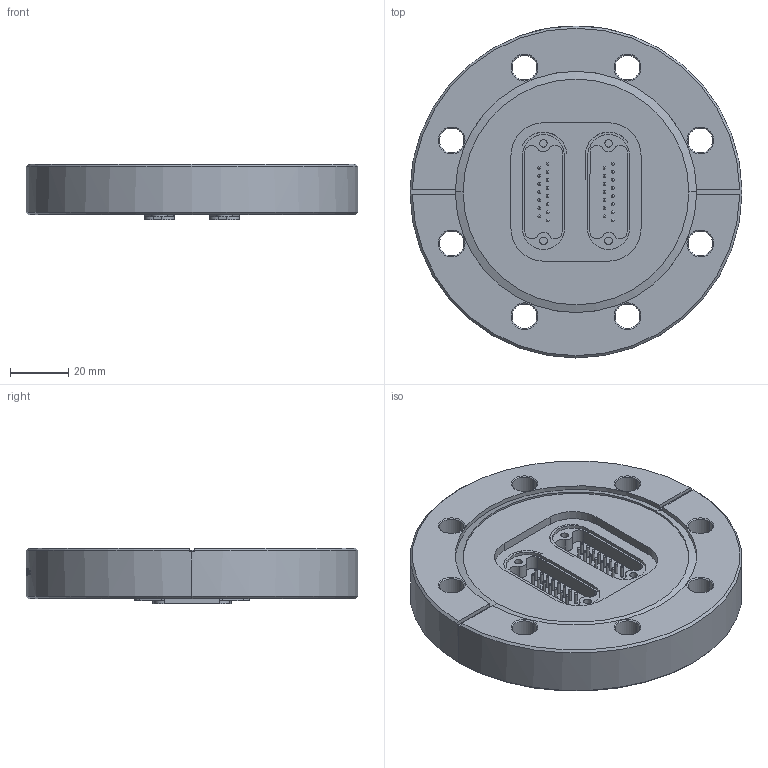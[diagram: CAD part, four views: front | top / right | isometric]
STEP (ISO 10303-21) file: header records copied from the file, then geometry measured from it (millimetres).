
FILE_DESCRIPTION(/* description */ ('Alibre Inc.'),/* implementation_level */ '2;1');
FILE_NAME(/* name */ 'export0',/* time_stamp */ '2009-06-10T16:36:34-07:00',/* author */ (''),/* organization */ (''),/* preprocessor_version */ 'ST-DEVELOPER v10',/* originating_system */ 'Alibre',/* authorisation */ '');
FILE_SCHEMA (('CONFIG_CONTROL_DESIGN'));
Length unit declared in the file: centimetre
Products named in the file (1): ID_1
Bounding box: 113.54 x 113.54 x 19.02 mm (x, y, z)
Volume: 147653.9 mm3; surface area: 34604 mm2
Topology: 1 solids, 1 shells, 668 faces, 1647 edges, 1082 vertices
Faces by surface type: plane 255, cylinder 174, bspline 140, torus 60, cone 38, sphere 1
Full cylindrical faces by diameter (mm): 0.94 x58, 2.565 x8
Entity records: 42761 total; most frequent: CARTESIAN_POINT 29124, ORIENTED_EDGE 2918, DIRECTION 2139, EDGE_CURVE 1459, VERTEX_POINT 1022, AXIS2_PLACEMENT_3D 1004, EDGE_LOOP 921, FACE_BOUND 921
